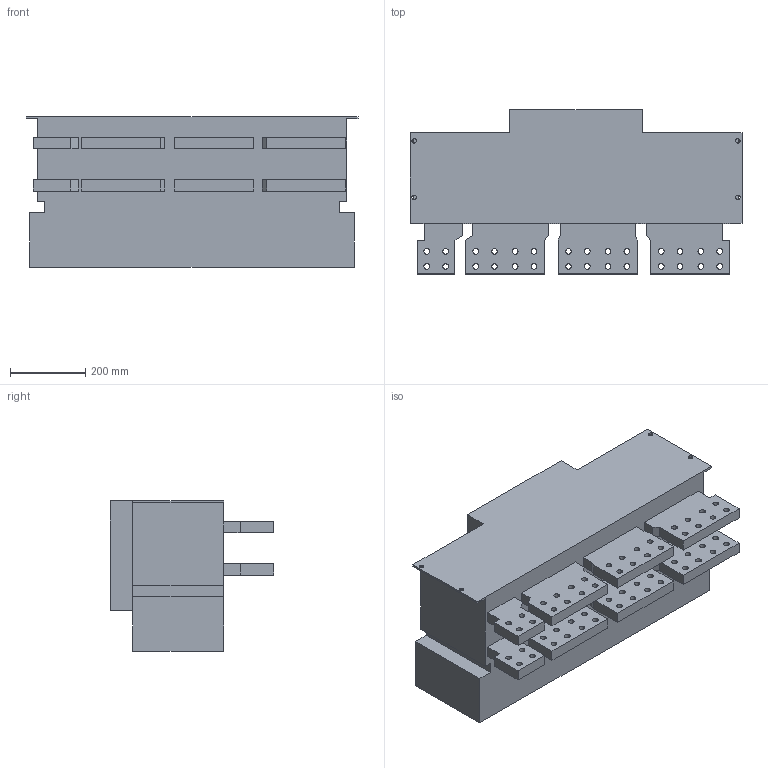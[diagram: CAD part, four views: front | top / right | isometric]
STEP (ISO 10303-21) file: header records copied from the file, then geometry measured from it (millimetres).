
FILE_DESCRIPTION((''),'2;1');
FILE_NAME('NXA64H40-50-MF4','2019-04-26T',('wqli'),(''),'CREO PARAMETRIC BY PTC INC, 2015480','CREO PARAMETRIC BY PTC INC, 2015480','');
FILE_SCHEMA(('CONFIG_CONTROL_DESIGN'));
Length unit declared in the file: millimetre
Products named in the file (1): NXA64H40-50-MF4
Bounding box: 882 x 435.5 x 399 mm (x, y, z)
Volume: 92022674.5 mm3; surface area: 1916147.6 mm2
Topology: 1 solids, 1 shells, 214 faces, 612 edges, 408 vertices
Faces by surface type: cylinder 120, plane 94
Entity records: 7354 total; most frequent: DIRECTION 1280, CARTESIAN_POINT 1234, ORIENTED_EDGE 1224, EDGE_CURVE 612, AXIS2_PLACEMENT_3D 454, VERTEX_POINT 408, VECTOR 372, LINE 372
